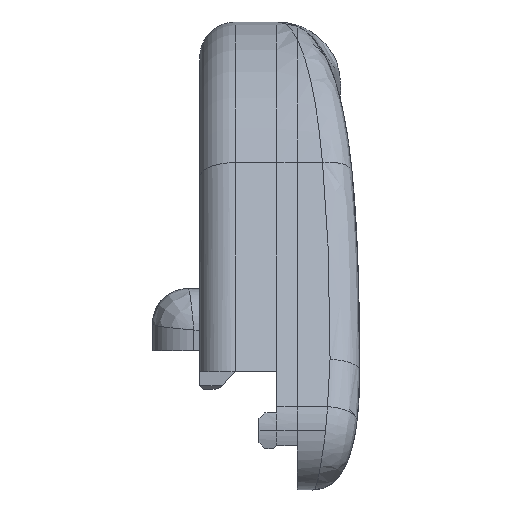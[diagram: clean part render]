
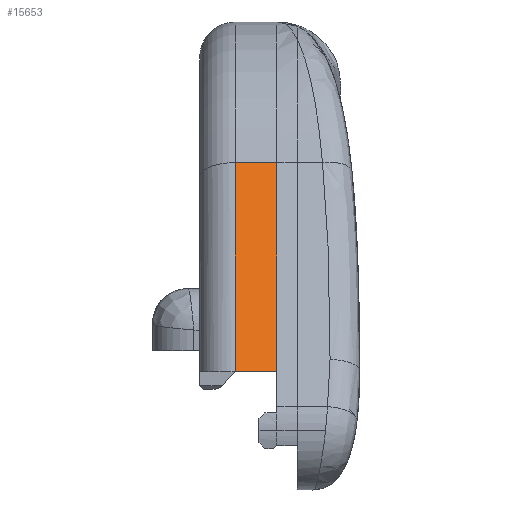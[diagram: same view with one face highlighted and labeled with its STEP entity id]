
A CAD part, front view. The second image highlights one B-rep face of the part: STEP entity #15653.
In plain terms, the highlighted planar face has unit normal (0, -0.913, 0.407).
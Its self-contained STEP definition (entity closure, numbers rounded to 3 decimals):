
#1735 = EDGE_CURVE ( 'NONE', #20389, #11849, #20216, .T. ) ;
#1976 = CARTESIAN_POINT ( 'NONE',  ( 9., -64.042, 55.269 ) ) ;
#2944 = CARTESIAN_POINT ( 'NONE',  ( 16., -79.745, 20. ) ) ;
#3397 = AXIS2_PLACEMENT_3D ( 'NONE', #3950, #24053, #23571 ) ;
#3950 = CARTESIAN_POINT ( 'NONE',  ( 30., -64.042, 55.269 ) ) ;
#4425 = LINE ( 'NONE', #1976, #5279 ) ;
#4580 = DIRECTION ( 'NONE',  ( 0., -0.407, -0.914 ) ) ;
#5279 = VECTOR ( 'NONE', #4580, 1000. ) ;
#5730 = VECTOR ( 'NONE', #16231, 1000. ) ;
#6425 = EDGE_CURVE ( 'NONE', #8404, #11849, #22328, .T. ) ;
#8404 = VERTEX_POINT ( 'NONE', #16539 ) ;
#9673 = EDGE_CURVE ( 'NONE', #20389, #29391, #27311, .T. ) ;
#9975 = DIRECTION ( 'NONE',  ( -1., 0., 0. ) ) ;
#10100 = VECTOR ( 'NONE', #9975, 1000. ) ;
#11849 = VERTEX_POINT ( 'NONE', #2944 ) ;
#15653 = ADVANCED_FACE ( 'NONE', ( #18168 ), #28141, .T. ) ;
#16231 = DIRECTION ( 'NONE',  ( 0., -0.407, -0.914 ) ) ;
#16539 = CARTESIAN_POINT ( 'NONE',  ( 9., -79.745, 20. ) ) ;
#16964 = ORIENTED_EDGE ( 'NONE', *, *, #1735, .F. ) ;
#17592 = CARTESIAN_POINT ( 'NONE',  ( 16., -84.159, 10.086 ) ) ;
#18168 = FACE_OUTER_BOUND ( 'NONE', #30217, .T. ) ;
#19876 = CARTESIAN_POINT ( 'NONE',  ( 16.5, -79.745, 20. ) ) ;
#20216 = LINE ( 'NONE', #17592, #5730 ) ;
#20275 = CARTESIAN_POINT ( 'NONE',  ( 16., -64.042, 55.269 ) ) ;
#20389 = VERTEX_POINT ( 'NONE', #20275 ) ;
#22184 = EDGE_CURVE ( 'NONE', #29391, #8404, #4425, .T. ) ;
#22328 = LINE ( 'NONE', #19876, #25170 ) ;
#22405 = CARTESIAN_POINT ( 'NONE',  ( 30., -64.042, 55.269 ) ) ;
#23158 = ORIENTED_EDGE ( 'NONE', *, *, #6425, .T. ) ;
#23571 = DIRECTION ( 'NONE',  ( -1., 0., 0. ) ) ;
#23582 = DIRECTION ( 'NONE',  ( 1., 0., 0. ) ) ;
#24014 = CARTESIAN_POINT ( 'NONE',  ( 9., -64.042, 55.269 ) ) ;
#24053 = DIRECTION ( 'NONE',  ( 0., -0.914, 0.407 ) ) ;
#25170 = VECTOR ( 'NONE', #23582, 1000. ) ;
#27311 = LINE ( 'NONE', #22405, #10100 ) ;
#27712 = ORIENTED_EDGE ( 'NONE', *, *, #9673, .T. ) ;
#28141 = PLANE ( 'NONE',  #3397 ) ;
#29391 = VERTEX_POINT ( 'NONE', #24014 ) ;
#30217 = EDGE_LOOP ( 'NONE', ( #31933, #23158, #16964, #27712 ) ) ;
#31933 = ORIENTED_EDGE ( 'NONE', *, *, #22184, .T. ) ;
